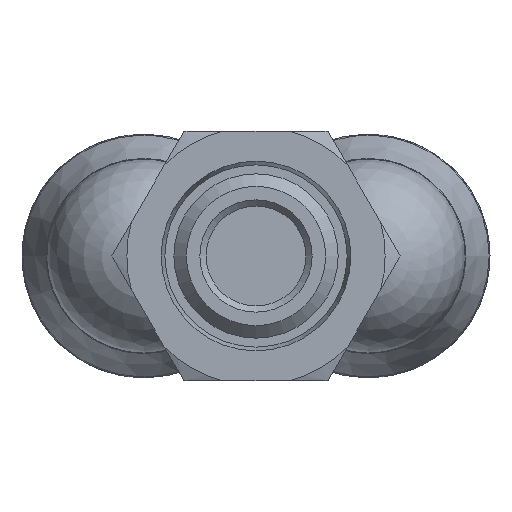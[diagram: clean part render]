
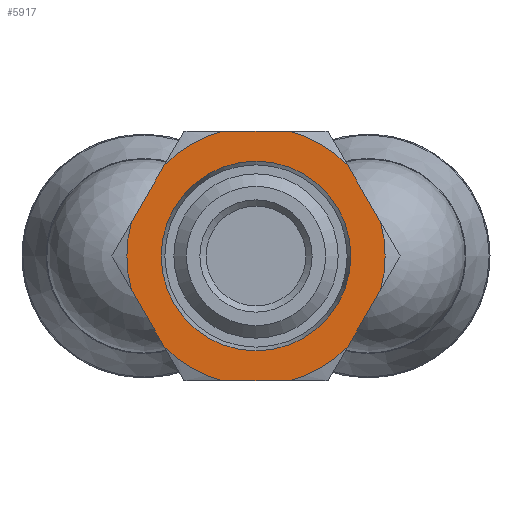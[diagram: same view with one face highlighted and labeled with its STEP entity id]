
A CAD part, front view. The second image highlights one B-rep face of the part: STEP entity #5917.
In plain terms, the highlighted face is planar.
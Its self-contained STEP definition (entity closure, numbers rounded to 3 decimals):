
#5463=CARTESIAN_POINT('',(-22.3,0.0,-7.6));
#5464=VERTEX_POINT('',#5463);
#5465=CARTESIAN_POINT('',(-22.3,0.0,0.0));
#5466=DIRECTION('',(1.0,0.0,0.0));
#5467=DIRECTION('',(0.0,0.0,-1.0));
#5468=AXIS2_PLACEMENT_3D('',#5465,#5466,#5467);
#5469=CIRCLE('',#5468,7.6);
#5470=EDGE_CURVE('',#5464,#5464,#5469,.T.);
#5588=CARTESIAN_POINT('',(-22.3,-9.989,2.699));
#5589=VERTEX_POINT('',#5588);
#5605=CARTESIAN_POINT('',(-22.3,-9.989,-2.699));
#5606=VERTEX_POINT('',#5605);
#5607=CARTESIAN_POINT('',(-22.3,0.,0.0));
#5608=DIRECTION('',(-1.0,0.0,0.0));
#5609=DIRECTION('',(0.0,1.0,0.0));
#5610=AXIS2_PLACEMENT_3D('',#5607,#5608,#5609);
#5611=CIRCLE('',#5610,10.347);
#5612=EDGE_CURVE('',#5606,#5589,#5611,.T.);
#5637=CARTESIAN_POINT('',(-22.3,-7.332,7.301));
#5638=VERTEX_POINT('',#5637);
#5652=CARTESIAN_POINT('',(-22.3,-2.657,10.));
#5653=VERTEX_POINT('',#5652);
#5667=CARTESIAN_POINT('',(-22.3,0.,0.0));
#5668=DIRECTION('',(-1.0,0.0,0.0));
#5669=DIRECTION('',(0.0,1.0,0.0));
#5670=AXIS2_PLACEMENT_3D('',#5667,#5668,#5669);
#5671=CIRCLE('',#5670,10.347);
#5672=EDGE_CURVE('',#5638,#5653,#5671,.T.);
#5684=CARTESIAN_POINT('',(-22.3,2.657,10.));
#5685=VERTEX_POINT('',#5684);
#5699=CARTESIAN_POINT('',(-22.3,7.332,7.301));
#5700=VERTEX_POINT('',#5699);
#5714=CARTESIAN_POINT('',(-22.3,0.,0.0));
#5715=DIRECTION('',(-1.0,0.0,0.0));
#5716=DIRECTION('',(0.0,1.0,0.0));
#5717=AXIS2_PLACEMENT_3D('',#5714,#5715,#5716);
#5718=CIRCLE('',#5717,10.347);
#5719=EDGE_CURVE('',#5685,#5700,#5718,.T.);
#5729=CARTESIAN_POINT('',(-22.3,-7.332,-7.301));
#5730=VERTEX_POINT('',#5729);
#5746=CARTESIAN_POINT('',(-22.3,-2.657,-10.));
#5747=VERTEX_POINT('',#5746);
#5748=CARTESIAN_POINT('',(-22.3,0.,0.0));
#5749=DIRECTION('',(-1.0,0.0,0.0));
#5750=DIRECTION('',(0.0,1.0,0.0));
#5751=AXIS2_PLACEMENT_3D('',#5748,#5749,#5750);
#5752=CIRCLE('',#5751,10.347);
#5753=EDGE_CURVE('',#5747,#5730,#5752,.T.);
#5776=CARTESIAN_POINT('',(-22.3,2.657,-10.));
#5777=VERTEX_POINT('',#5776);
#5793=CARTESIAN_POINT('',(-22.3,7.332,-7.301));
#5794=VERTEX_POINT('',#5793);
#5795=CARTESIAN_POINT('',(-22.3,0.,0.0));
#5796=DIRECTION('',(-1.0,0.0,0.0));
#5797=DIRECTION('',(0.0,1.0,0.0));
#5798=AXIS2_PLACEMENT_3D('',#5795,#5796,#5797);
#5799=CIRCLE('',#5798,10.347);
#5800=EDGE_CURVE('',#5794,#5777,#5799,.T.);
#5825=CARTESIAN_POINT('',(-22.3,9.989,2.699));
#5826=VERTEX_POINT('',#5825);
#5840=CARTESIAN_POINT('',(-22.3,9.989,-2.699));
#5841=VERTEX_POINT('',#5840);
#5855=CARTESIAN_POINT('',(-22.3,0.,0.0));
#5856=DIRECTION('',(-1.0,0.0,0.0));
#5857=DIRECTION('',(0.0,1.0,0.0));
#5858=AXIS2_PLACEMENT_3D('',#5855,#5856,#5857);
#5859=CIRCLE('',#5858,10.347);
#5860=EDGE_CURVE('',#5826,#5841,#5859,.T.);
#5865=CARTESIAN_POINT('',(-22.3,7.8,0.0));
#5866=DIRECTION('',(-1.0,0.0,0.0));
#5867=DIRECTION('',(0.0,0.0,1.0));
#5868=AXIS2_PLACEMENT_3D('',#5865,#5866,#5867);
#5869=PLANE('',#5868);
#5870=ORIENTED_EDGE('',*,*,#5860,.T.);
#5871=CARTESIAN_POINT('',(-22.3,7.332,-7.301));
#5872=DIRECTION('',(0.0,0.5,0.866));
#5873=VECTOR('',#5872,5.314);
#5874=LINE('',#5871,#5873);
#5875=EDGE_CURVE('',#5794,#5841,#5874,.T.);
#5876=ORIENTED_EDGE('',*,*,#5875,.F.);
#5877=ORIENTED_EDGE('',*,*,#5800,.T.);
#5878=CARTESIAN_POINT('',(-22.3,-2.657,-10.));
#5879=DIRECTION('',(0.0,1.0,0.0));
#5880=VECTOR('',#5879,5.314);
#5881=LINE('',#5878,#5880);
#5882=EDGE_CURVE('',#5747,#5777,#5881,.T.);
#5883=ORIENTED_EDGE('',*,*,#5882,.F.);
#5884=ORIENTED_EDGE('',*,*,#5753,.T.);
#5885=CARTESIAN_POINT('',(-22.3,-9.989,-2.699));
#5886=DIRECTION('',(0.0,0.5,-0.866));
#5887=VECTOR('',#5886,5.314);
#5888=LINE('',#5885,#5887);
#5889=EDGE_CURVE('',#5606,#5730,#5888,.T.);
#5890=ORIENTED_EDGE('',*,*,#5889,.F.);
#5891=ORIENTED_EDGE('',*,*,#5612,.T.);
#5892=CARTESIAN_POINT('',(-22.3,-7.332,7.301));
#5893=DIRECTION('',(0.0,-0.5,-0.866));
#5894=VECTOR('',#5893,5.314);
#5895=LINE('',#5892,#5894);
#5896=EDGE_CURVE('',#5638,#5589,#5895,.T.);
#5897=ORIENTED_EDGE('',*,*,#5896,.F.);
#5898=ORIENTED_EDGE('',*,*,#5672,.T.);
#5899=CARTESIAN_POINT('',(-22.3,2.657,10.));
#5900=DIRECTION('',(0.0,-1.0,0.0));
#5901=VECTOR('',#5900,5.314);
#5902=LINE('',#5899,#5901);
#5903=EDGE_CURVE('',#5685,#5653,#5902,.T.);
#5904=ORIENTED_EDGE('',*,*,#5903,.F.);
#5905=ORIENTED_EDGE('',*,*,#5719,.T.);
#5906=CARTESIAN_POINT('',(-22.3,9.989,2.699));
#5907=DIRECTION('',(0.0,-0.5,0.866));
#5908=VECTOR('',#5907,5.314);
#5909=LINE('',#5906,#5908);
#5910=EDGE_CURVE('',#5826,#5700,#5909,.T.);
#5911=ORIENTED_EDGE('',*,*,#5910,.F.);
#5912=EDGE_LOOP('',(#5870,#5876,#5877,#5883,#5884,#5890,#5891,#5897,#5898,#5904,#5905,#5911));
#5913=FACE_OUTER_BOUND('',#5912,.T.);
#5914=ORIENTED_EDGE('',*,*,#5470,.T.);
#5915=EDGE_LOOP('',(#5914));
#5916=FACE_BOUND('',#5915,.T.);
#5917=ADVANCED_FACE('',(#5913,#5916),#5869,.T.);
